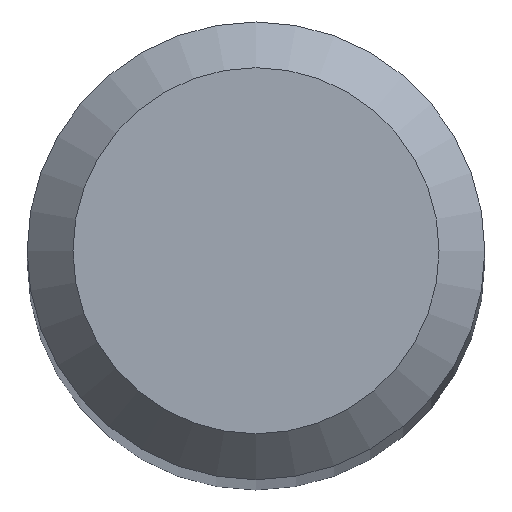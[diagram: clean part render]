
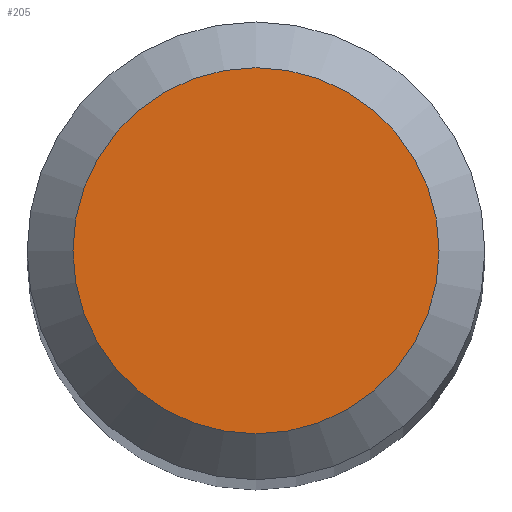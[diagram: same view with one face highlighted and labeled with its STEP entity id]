
A CAD part, top view. The second image highlights one B-rep face of the part: STEP entity #205.
In plain terms, the highlighted planar face has unit normal (0, 0, 1).
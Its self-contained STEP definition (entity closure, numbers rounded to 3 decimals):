
#22 = CARTESIAN_POINT ( 'NONE',  ( 0., 0., 46. ) ) ;
#52 = DIRECTION ( 'NONE',  ( 0., 1., 0. ) ) ;
#56 = AXIS2_PLACEMENT_3D ( 'NONE', #189, #419, #122 ) ;
#63 = VERTEX_POINT ( 'NONE', #423 ) ;
#65 = EDGE_LOOP ( 'NONE', ( #241 ) ) ;
#122 = DIRECTION ( 'NONE',  ( 0., -1., 0. ) ) ;
#189 = CARTESIAN_POINT ( 'NONE',  ( 0., 0., 46. ) ) ;
#205 = ADVANCED_FACE ( 'NONE', ( #354 ), #347, .F. ) ;
#215 = EDGE_CURVE ( 'NONE', #63, #63, #341, .T. ) ;
#241 = ORIENTED_EDGE ( 'NONE', *, *, #215, .T. ) ;
#286 = DIRECTION ( 'NONE',  ( 0., 0., -1. ) ) ;
#296 = AXIS2_PLACEMENT_3D ( 'NONE', #22, #286, #52 ) ;
#341 = CIRCLE ( 'NONE', #56, 1.2 ) ;
#347 = PLANE ( 'NONE',  #296 ) ;
#354 = FACE_OUTER_BOUND ( 'NONE', #65, .T. ) ;
#419 = DIRECTION ( 'NONE',  ( 0., 0., 1. ) ) ;
#423 = CARTESIAN_POINT ( 'NONE',  ( 0., -1.2, 46. ) ) ;
